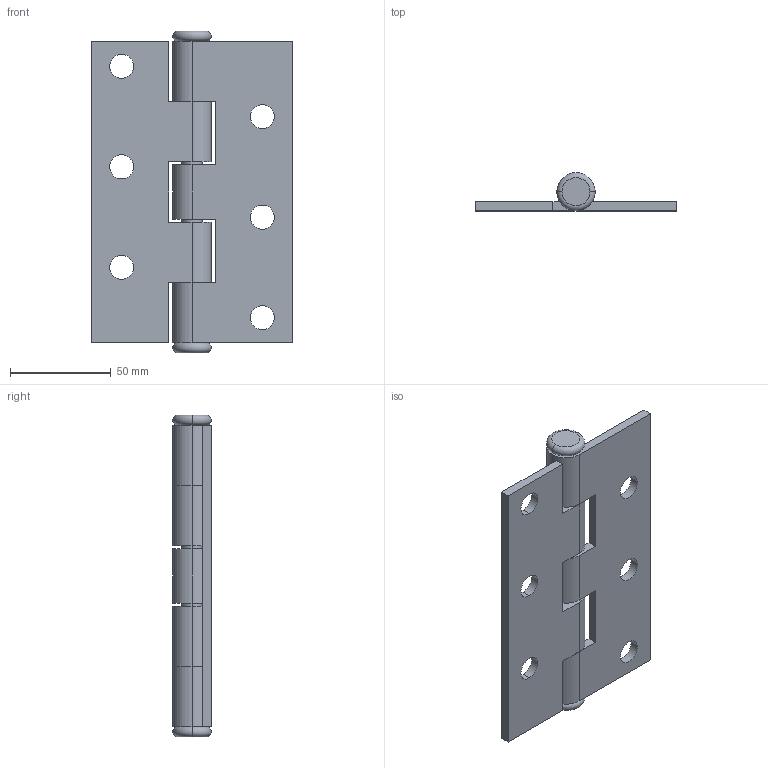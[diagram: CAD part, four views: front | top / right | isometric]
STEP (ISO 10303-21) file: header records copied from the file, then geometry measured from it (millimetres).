
FILE_DESCRIPTION (( 'STEP AP203' ), '1' );
FILE_NAME ('B-802-11.STEP', '2008-12-15T08:02:12', ( ' ' ), ( ' ' ), 'SwSTEP 2.0', 'SolidWorks 2007', '' );
FILE_SCHEMA (( 'CONFIG_CONTROL_DESIGN' ));
Length unit declared in the file: millimetre
Products named in the file (4): B-802-11; B-802-11僸儞僕A__棉太倌; B-802-11僸儞僕B__棉太倌; B-802-11僔儍僼僩__棉太倌
Assembly tree (3 placements, depth 2):
  B-802-11
    B-802-11僸儞僕B__棉太倌
    B-802-11僔儍僼僩__棉太倌
    B-802-11僸儞僕A__棉太倌
Bounding box: 100 x 19 x 160 mm (x, y, z)
Volume: 97202.4 mm3; surface area: 47988.4 mm2
Topology: 3 solids, 3 shells, 70 faces, 186 edges, 124 vertices
Faces by surface type: cylinder 39, plane 27, torus 4
Entity records: 2678 total; most frequent: DIRECTION 428, CARTESIAN_POINT 386, ORIENTED_EDGE 372, EDGE_CURVE 186, AXIS2_PLACEMENT_3D 166, VERTEX_POINT 124, VECTOR 96, LINE 96
